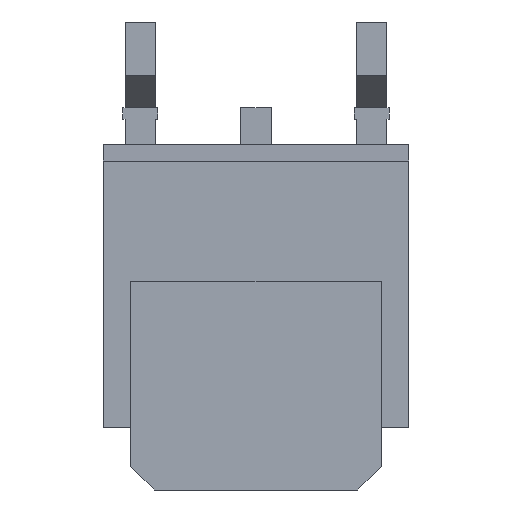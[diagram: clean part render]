
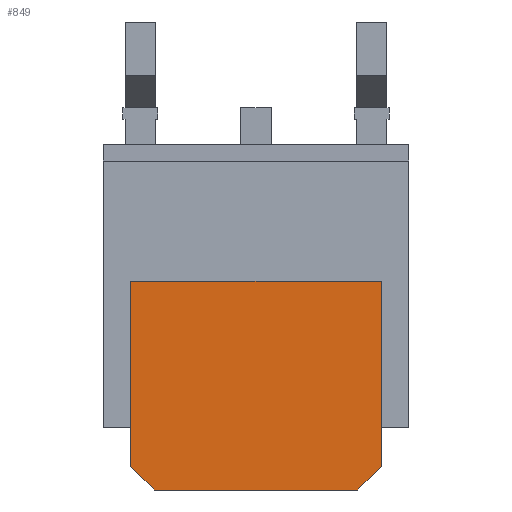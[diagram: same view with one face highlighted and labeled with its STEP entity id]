
A CAD part, front view. The second image highlights one B-rep face of the part: STEP entity #849.
In plain terms, the highlighted planar face has unit normal (0, -1, 0).
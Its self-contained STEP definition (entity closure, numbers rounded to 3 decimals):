
#22 = CARTESIAN_POINT ( 'NONE',  ( 2.2, 0., -4.4 ) ) ;
#32 = DIRECTION ( 'NONE',  ( 1., 0., 0. ) ) ;
#38 = CARTESIAN_POINT ( 'NONE',  ( -2.2, 0., -4.4 ) ) ;
#41 = DIRECTION ( 'NONE',  ( 0.707, 0., -0.707 ) ) ;
#59 = CARTESIAN_POINT ( 'NONE',  ( 0., 0., 0. ) ) ;
#102 = VECTOR ( 'NONE', #1890, 1000. ) ;
#104 = EDGE_LOOP ( 'NONE', ( #437, #944, #2015, #1668, #1587, #1235 ) ) ;
#144 = VECTOR ( 'NONE', #1988, 1000. ) ;
#177 = VECTOR ( 'NONE', #41, 1000. ) ;
#218 = VERTEX_POINT ( 'NONE', #1627 ) ;
#229 = DIRECTION ( 'NONE',  ( 0., -1., 0. ) ) ;
#292 = VECTOR ( 'NONE', #991, 1000. ) ;
#331 = CARTESIAN_POINT ( 'NONE',  ( -2.2, 0., -4.4 ) ) ;
#437 = ORIENTED_EDGE ( 'NONE', *, *, #948, .T. ) ;
#525 = CARTESIAN_POINT ( 'NONE',  ( 2.7, 0., 0.1 ) ) ;
#622 = CARTESIAN_POINT ( 'NONE',  ( -2.7, 0., -3.9 ) ) ;
#695 = LINE ( 'NONE', #22, #144 ) ;
#762 = CARTESIAN_POINT ( 'NONE',  ( -2.7, 0., 0.1 ) ) ;
#817 = LINE ( 'NONE', #920, #1370 ) ;
#849 = ADVANCED_FACE ( 'NONE', ( #1145 ), #1405, .T. ) ;
#897 = DIRECTION ( 'NONE',  ( 0., 0., -1. ) ) ;
#920 = CARTESIAN_POINT ( 'NONE',  ( -2.7, 0., 0.1 ) ) ;
#922 = VECTOR ( 'NONE', #32, 1000. ) ;
#944 = ORIENTED_EDGE ( 'NONE', *, *, #1874, .T. ) ;
#948 = EDGE_CURVE ( 'NONE', #2119, #1113, #2027, .T. ) ;
#953 = VERTEX_POINT ( 'NONE', #1752 ) ;
#991 = DIRECTION ( 'NONE',  ( 0., 0., -1. ) ) ;
#1027 = VERTEX_POINT ( 'NONE', #1590 ) ;
#1113 = VERTEX_POINT ( 'NONE', #331 ) ;
#1131 = LINE ( 'NONE', #525, #292 ) ;
#1145 = FACE_OUTER_BOUND ( 'NONE', #104, .T. ) ;
#1199 = LINE ( 'NONE', #38, #922 ) ;
#1235 = ORIENTED_EDGE ( 'NONE', *, *, #2025, .T. ) ;
#1292 = VERTEX_POINT ( 'NONE', #1516 ) ;
#1370 = VECTOR ( 'NONE', #1608, 1000. ) ;
#1405 = PLANE ( 'NONE',  #1621 ) ;
#1473 = EDGE_CURVE ( 'NONE', #218, #1027, #1131, .T. ) ;
#1516 = CARTESIAN_POINT ( 'NONE',  ( -2.7, 0., 0.1 ) ) ;
#1587 = ORIENTED_EDGE ( 'NONE', *, *, #2068, .F. ) ;
#1590 = CARTESIAN_POINT ( 'NONE',  ( 2.7, 0., -3.9 ) ) ;
#1608 = DIRECTION ( 'NONE',  ( 1., 0., 0. ) ) ;
#1621 = AXIS2_PLACEMENT_3D ( 'NONE', #59, #229, #897 ) ;
#1627 = CARTESIAN_POINT ( 'NONE',  ( 2.7, 0., 0.1 ) ) ;
#1668 = ORIENTED_EDGE ( 'NONE', *, *, #1473, .F. ) ;
#1752 = CARTESIAN_POINT ( 'NONE',  ( 2.2, 0., -4.4 ) ) ;
#1785 = EDGE_CURVE ( 'NONE', #953, #1027, #695, .T. ) ;
#1861 = CARTESIAN_POINT ( 'NONE',  ( -2.7, 0., -3.9 ) ) ;
#1874 = EDGE_CURVE ( 'NONE', #1113, #953, #1199, .T. ) ;
#1890 = DIRECTION ( 'NONE',  ( 0., 0., -1. ) ) ;
#1914 = LINE ( 'NONE', #762, #102 ) ;
#1988 = DIRECTION ( 'NONE',  ( 0.707, 0., 0.707 ) ) ;
#2015 = ORIENTED_EDGE ( 'NONE', *, *, #1785, .T. ) ;
#2025 = EDGE_CURVE ( 'NONE', #1292, #2119, #1914, .T. ) ;
#2027 = LINE ( 'NONE', #1861, #177 ) ;
#2068 = EDGE_CURVE ( 'NONE', #1292, #218, #817, .T. ) ;
#2119 = VERTEX_POINT ( 'NONE', #622 ) ;
